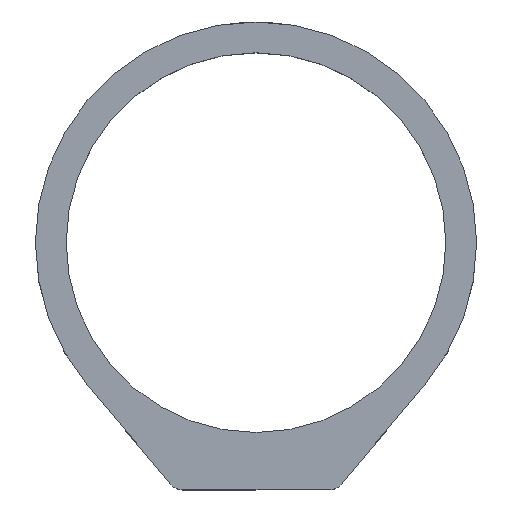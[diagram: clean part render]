
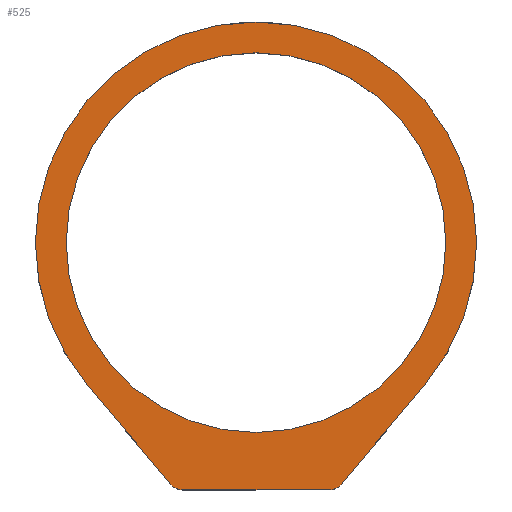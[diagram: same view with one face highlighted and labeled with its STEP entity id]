
A CAD part, top view. The second image highlights one B-rep face of the part: STEP entity #525.
In plain terms, the highlighted planar face has unit normal (0, 0, 1).
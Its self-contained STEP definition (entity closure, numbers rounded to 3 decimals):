
#1 = VERTEX_POINT ( 'NONE', #460 ) ;
#12 = DIRECTION ( 'NONE',  ( 0., 0., 1. ) ) ;
#13 = VERTEX_POINT ( 'NONE', #151 ) ;
#14 = DIRECTION ( 'NONE',  ( 1., 0., 0. ) ) ;
#34 = CARTESIAN_POINT ( 'NONE',  ( 15.701, -48.185, 15. ) ) ;
#62 = EDGE_LOOP ( 'NONE', ( #107 ) ) ;
#64 = DIRECTION ( 'NONE',  ( 0.643, -0.766, 0. ) ) ;
#66 = CARTESIAN_POINT ( 'NONE',  ( 37., 0., 15. ) ) ;
#82 = EDGE_CURVE ( 'NONE', #527, #1, #421, .T. ) ;
#86 = DIRECTION ( 'NONE',  ( 1., 0., 0. ) ) ;
#102 = DIRECTION ( 'NONE',  ( 0.643, 0.766, 0. ) ) ;
#107 = ORIENTED_EDGE ( 'NONE', *, *, #443, .F. ) ;
#115 = VECTOR ( 'NONE', #64, 1000. ) ;
#122 = CIRCLE ( 'NONE', #431, 43. ) ;
#128 = CARTESIAN_POINT ( 'NONE',  ( 14.302, -45.185, 15. ) ) ;
#151 = CARTESIAN_POINT ( 'NONE',  ( -16.6, -47.113, 15. ) ) ;
#153 = PLANE ( 'NONE',  #557 ) ;
#156 = ORIENTED_EDGE ( 'NONE', *, *, #327, .T. ) ;
#172 = DIRECTION ( 'NONE',  ( 0., 0., 1. ) ) ;
#173 = EDGE_LOOP ( 'NONE', ( #478, #382, #156, #522, #290, #228 ) ) ;
#177 = VECTOR ( 'NONE', #230, 1000. ) ;
#182 = CARTESIAN_POINT ( 'NONE',  ( 32.94, -27.64, 15. ) ) ;
#222 = DIRECTION ( 'NONE',  ( 0., 0., 1. ) ) ;
#223 = LINE ( 'NONE', #225, #115 ) ;
#225 = CARTESIAN_POINT ( 'NONE',  ( -15.701, -48.185, 15. ) ) ;
#228 = ORIENTED_EDGE ( 'NONE', *, *, #232, .T. ) ;
#230 = DIRECTION ( 'NONE',  ( 1., 0., 0. ) ) ;
#231 = VECTOR ( 'NONE', #102, 1000. ) ;
#232 = EDGE_CURVE ( 'NONE', #13, #527, #362, .T. ) ;
#235 = CARTESIAN_POINT ( 'NONE',  ( 0., 0., 15. ) ) ;
#244 = VERTEX_POINT ( 'NONE', #271 ) ;
#259 = VERTEX_POINT ( 'NONE', #182 ) ;
#271 = CARTESIAN_POINT ( 'NONE',  ( 16.6, -47.113, 15. ) ) ;
#276 = CARTESIAN_POINT ( 'NONE',  ( 0., 0., 15. ) ) ;
#277 = DIRECTION ( 'NONE',  ( 0., 0., 1. ) ) ;
#278 = EDGE_CURVE ( 'NONE', #259, #553, #122, .T. ) ;
#283 = DIRECTION ( 'NONE',  ( 1., 0., 0. ) ) ;
#290 = ORIENTED_EDGE ( 'NONE', *, *, #295, .T. ) ;
#295 = EDGE_CURVE ( 'NONE', #553, #13, #223, .T. ) ;
#296 = FACE_OUTER_BOUND ( 'NONE', #173, .T. ) ;
#320 = DIRECTION ( 'NONE',  ( 1., 0., 0. ) ) ;
#325 = AXIS2_PLACEMENT_3D ( 'NONE', #128, #172, #86 ) ;
#327 = EDGE_CURVE ( 'NONE', #244, #259, #351, .T. ) ;
#339 = CIRCLE ( 'NONE', #325, 3. ) ;
#351 = LINE ( 'NONE', #453, #231 ) ;
#354 = EDGE_CURVE ( 'NONE', #1, #244, #339, .T. ) ;
#362 = CIRCLE ( 'NONE', #372, 3. ) ;
#366 = CARTESIAN_POINT ( 'NONE',  ( -32.94, -27.64, 15. ) ) ;
#372 = AXIS2_PLACEMENT_3D ( 'NONE', #494, #222, #536 ) ;
#382 = ORIENTED_EDGE ( 'NONE', *, *, #354, .T. ) ;
#419 = FACE_BOUND ( 'NONE', #62, .T. ) ;
#421 = LINE ( 'NONE', #34, #177 ) ;
#431 = AXIS2_PLACEMENT_3D ( 'NONE', #537, #277, #14 ) ;
#441 = AXIS2_PLACEMENT_3D ( 'NONE', #235, #546, #283 ) ;
#442 = CIRCLE ( 'NONE', #441, 37. ) ;
#443 = EDGE_CURVE ( 'NONE', #563, #563, #442, .T. ) ;
#453 = CARTESIAN_POINT ( 'NONE',  ( 15.701, -48.185, 15. ) ) ;
#460 = CARTESIAN_POINT ( 'NONE',  ( 14.302, -48.185, 15. ) ) ;
#478 = ORIENTED_EDGE ( 'NONE', *, *, #82, .T. ) ;
#494 = CARTESIAN_POINT ( 'NONE',  ( -14.302, -45.185, 15. ) ) ;
#522 = ORIENTED_EDGE ( 'NONE', *, *, #278, .T. ) ;
#525 = ADVANCED_FACE ( 'NONE', ( #296, #419 ), #153, .T. ) ;
#527 = VERTEX_POINT ( 'NONE', #549 ) ;
#536 = DIRECTION ( 'NONE',  ( 1., 0., 0. ) ) ;
#537 = CARTESIAN_POINT ( 'NONE',  ( 0., 0., 15. ) ) ;
#546 = DIRECTION ( 'NONE',  ( 0., 0., 1. ) ) ;
#549 = CARTESIAN_POINT ( 'NONE',  ( -14.302, -48.185, 15. ) ) ;
#553 = VERTEX_POINT ( 'NONE', #366 ) ;
#557 = AXIS2_PLACEMENT_3D ( 'NONE', #276, #12, #320 ) ;
#563 = VERTEX_POINT ( 'NONE', #66 ) ;
